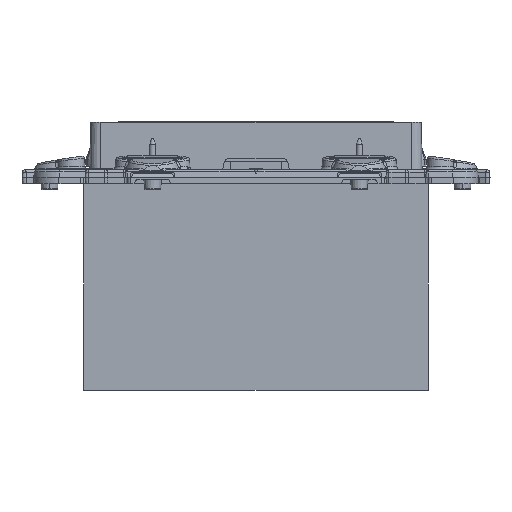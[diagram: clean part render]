
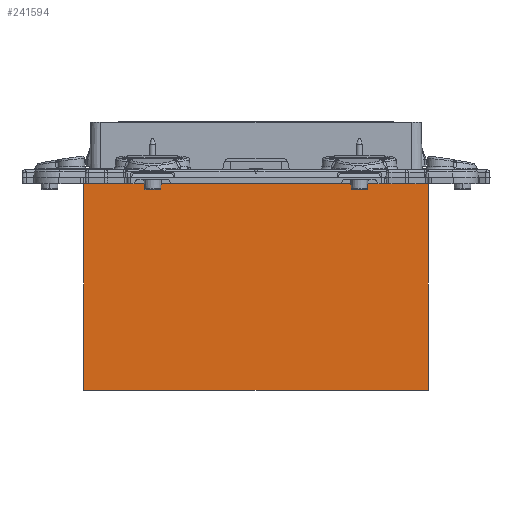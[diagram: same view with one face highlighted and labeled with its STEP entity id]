
A CAD part, left-side view. The second image highlights one B-rep face of the part: STEP entity #241594.
In plain terms, the highlighted planar face has unit normal (-1, 0, 0).
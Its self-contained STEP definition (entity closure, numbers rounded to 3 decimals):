
#241572=AXIS2_PLACEMENT_3D('Plane Axis2P3D',#241569,#241570,#241571) ;
#10152=CARTESIAN_POINT('Vertex',(-27.5,9.38,42.609)) ;
#10173=CARTESIAN_POINT('Vertex',(-27.5,4.117,42.609)) ;
#12368=CARTESIAN_POINT('Vertex',(-27.5,27.5,42.609)) ;
#12371=CARTESIAN_POINT('Line Origine',(-27.5,18.44,42.609)) ;
#12376=CARTESIAN_POINT('Line Origine',(-27.5,-11.692,42.609)) ;
#12380=CARTESIAN_POINT('Vertex',(-27.5,-27.5,42.609)) ;
#240202=CARTESIAN_POINT('Line Origine',(-27.5,6.749,42.609)) ;
#241542=CARTESIAN_POINT('Vertex',(-27.5,27.5,9.609)) ;
#241545=CARTESIAN_POINT('Line Origine',(-27.5,27.5,26.109)) ;
#241569=CARTESIAN_POINT('Axis2P3D Location',(-27.5,-27.5,42.609)) ;
#241574=CARTESIAN_POINT('Line Origine',(-27.5,0.,9.609)) ;
#241578=CARTESIAN_POINT('Vertex',(-27.5,-27.5,9.609)) ;
#241581=CARTESIAN_POINT('Line Origine',(-27.5,-27.5,26.109)) ;
#12372=DIRECTION('Vector Direction',(0.,1.,0.)) ;
#12377=DIRECTION('Vector Direction',(0.,1.,0.)) ;
#240203=DIRECTION('Vector Direction',(0.,1.,0.)) ;
#241546=DIRECTION('Vector Direction',(0.,0.,-1.)) ;
#241570=DIRECTION('Axis2P3D Direction',(-1.,0.,0.)) ;
#241571=DIRECTION('Axis2P3D XDirection',(0.,1.,0.)) ;
#241575=DIRECTION('Vector Direction',(0.,1.,0.)) ;
#241582=DIRECTION('Vector Direction',(0.,0.,-1.)) ;
#12373=VECTOR('Line Direction',#12372,1.) ;
#12378=VECTOR('Line Direction',#12377,1.) ;
#240204=VECTOR('Line Direction',#240203,1.) ;
#241547=VECTOR('Line Direction',#241546,1.) ;
#241576=VECTOR('Line Direction',#241575,1.) ;
#241583=VECTOR('Line Direction',#241582,1.) ;
#241587=ORIENTED_EDGE('',*,*,#241580,.T.) ;
#241588=ORIENTED_EDGE('',*,*,#241585,.F.) ;
#241589=ORIENTED_EDGE('',*,*,#12382,.F.) ;
#241590=ORIENTED_EDGE('',*,*,#240206,.F.) ;
#241591=ORIENTED_EDGE('',*,*,#12375,.F.) ;
#241592=ORIENTED_EDGE('',*,*,#241549,.T.) ;
#241594=ADVANCED_FACE('PartBody',(#241593),#241573,.T.) ;
#12375=EDGE_CURVE('',#12369,#10153,#12374,.F.) ;
#12382=EDGE_CURVE('',#10174,#12381,#12379,.F.) ;
#240206=EDGE_CURVE('',#10153,#10174,#240205,.F.) ;
#241549=EDGE_CURVE('',#12369,#241543,#241548,.T.) ;
#241580=EDGE_CURVE('',#241543,#241579,#241577,.F.) ;
#241585=EDGE_CURVE('',#12381,#241579,#241584,.T.) ;
#241586=EDGE_LOOP('',(#241587,#241588,#241589,#241590,#241591,#241592)) ;
#241593=FACE_OUTER_BOUND('',#241586,.T.) ;
#12374=LINE('Line',#12371,#12373) ;
#12379=LINE('Line',#12376,#12378) ;
#240205=LINE('Line',#240202,#240204) ;
#241548=LINE('Line',#241545,#241547) ;
#241577=LINE('Line',#241574,#241576) ;
#241584=LINE('Line',#241581,#241583) ;
#241573=PLANE('',#241572) ;
#10153=VERTEX_POINT('',#10152) ;
#10174=VERTEX_POINT('',#10173) ;
#12369=VERTEX_POINT('',#12368) ;
#12381=VERTEX_POINT('',#12380) ;
#241543=VERTEX_POINT('',#241542) ;
#241579=VERTEX_POINT('',#241578) ;
